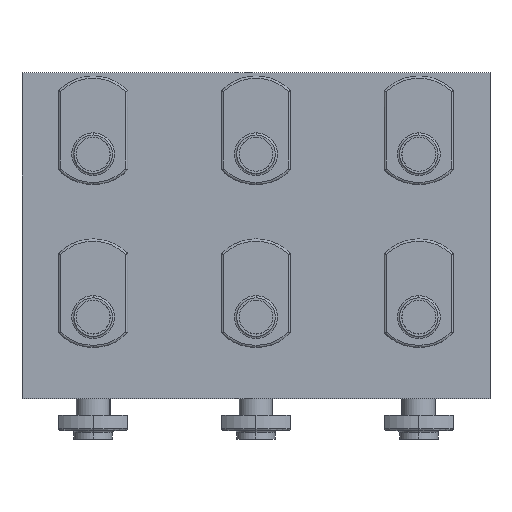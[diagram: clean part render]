
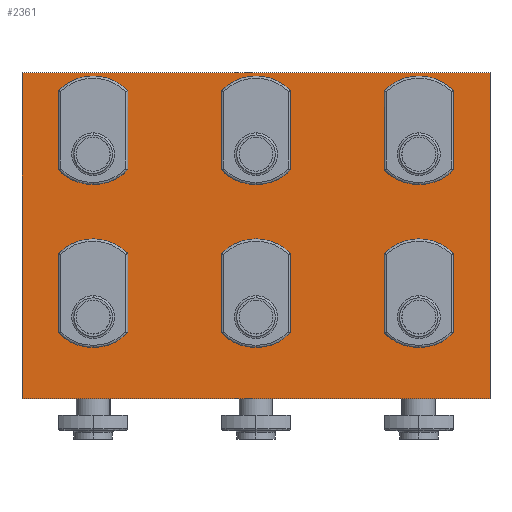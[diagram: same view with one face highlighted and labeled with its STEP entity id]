
A CAD part, front view. The second image highlights one B-rep face of the part: STEP entity #2361.
In plain terms, the highlighted planar face has unit normal (0, -1, 0).
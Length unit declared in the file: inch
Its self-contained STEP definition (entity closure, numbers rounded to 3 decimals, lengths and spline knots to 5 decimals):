
#55 = VERTEX_POINT ( 'NONE', #1227 ) ;
#66 = ORIENTED_EDGE ( 'NONE', *, *, #361, .F. ) ;
#72 = VERTEX_POINT ( 'NONE', #1410 ) ;
#88 = EDGE_CURVE ( 'NONE', #316, #55, #1681, .T. ) ;
#90 = EDGE_CURVE ( 'NONE', #378, #525, #1743, .T. ) ;
#99 = VERTEX_POINT ( 'NONE', #1862 ) ;
#107 = EDGE_CURVE ( 'NONE', #99, #545, #1926, .T. ) ;
#115 = EDGE_CURVE ( 'NONE', #572, #413, #2019, .T. ) ;
#118 = ORIENTED_EDGE ( 'NONE', *, *, #218, .F. ) ;
#141 = VERTEX_POINT ( 'NONE', #2092 ) ;
#157 = VERTEX_POINT ( 'NONE', #2150 ) ;
#172 = EDGE_CURVE ( 'NONE', #72, #157, #2220, .T. ) ;
#176 = ORIENTED_EDGE ( 'NONE', *, *, #247, .T. ) ;
#179 = ORIENTED_EDGE ( 'NONE', *, *, #115, .T. ) ;
#180 = ORIENTED_EDGE ( 'NONE', *, *, #90, .F. ) ;
#207 = EDGE_LOOP ( 'NONE', ( #457, #496 ) ) ;
#218 = EDGE_CURVE ( 'NONE', #525, #378, #1200, .T. ) ;
#247 = EDGE_CURVE ( 'NONE', #413, #545, #1360, .T. ) ;
#248 = VERTEX_POINT ( 'NONE', #1366 ) ;
#258 = EDGE_CURVE ( 'NONE', #572, #99, #1449, .T. ) ;
#265 = ORIENTED_EDGE ( 'NONE', *, *, #258, .F. ) ;
#292 = VERTEX_POINT ( 'NONE', #1748 ) ;
#304 = EDGE_LOOP ( 'NONE', ( #456, #559 ) ) ;
#316 = VERTEX_POINT ( 'NONE', #1884 ) ;
#322 = ORIENTED_EDGE ( 'NONE', *, *, #88, .F. ) ;
#361 = EDGE_CURVE ( 'NONE', #55, #316, #813, .T. ) ;
#368 = EDGE_LOOP ( 'NONE', ( #322, #66 ) ) ;
#378 = VERTEX_POINT ( 'NONE', #909 ) ;
#384 = ORIENTED_EDGE ( 'NONE', *, *, #586, .F. ) ;
#413 = VERTEX_POINT ( 'NONE', #1199 ) ;
#447 = EDGE_CURVE ( 'NONE', #157, #72, #1439, .T. ) ;
#456 = ORIENTED_EDGE ( 'NONE', *, *, #487, .F. ) ;
#457 = ORIENTED_EDGE ( 'NONE', *, *, #447, .F. ) ;
#472 = EDGE_LOOP ( 'NONE', ( #2765, #265, #179, #176 ) ) ;
#476 = EDGE_LOOP ( 'NONE', ( #118, #180 ) ) ;
#487 = EDGE_CURVE ( 'NONE', #505, #1703, #1769, .T. ) ;
#491 = ORIENTED_EDGE ( 'NONE', *, *, #1721, .F. ) ;
#496 = ORIENTED_EDGE ( 'NONE', *, *, #172, .F. ) ;
#505 = VERTEX_POINT ( 'NONE', #1883 ) ;
#510 = EDGE_CURVE ( 'NONE', #1703, #505, #1930, .T. ) ;
#518 = EDGE_CURVE ( 'NONE', #141, #1313, #1979, .T. ) ;
#525 = VERTEX_POINT ( 'NONE', #2012 ) ;
#545 = VERTEX_POINT ( 'NONE', #2095 ) ;
#553 = ORIENTED_EDGE ( 'NONE', *, *, #518, .F. ) ;
#559 = ORIENTED_EDGE ( 'NONE', *, *, #510, .F. ) ;
#572 = VERTEX_POINT ( 'NONE', #2213 ) ;
#582 = EDGE_LOOP ( 'NONE', ( #620, #384 ) ) ;
#586 = EDGE_CURVE ( 'NONE', #292, #248, #2250, .T. ) ;
#590 = EDGE_CURVE ( 'NONE', #248, #292, #929, .T. ) ;
#602 = EDGE_LOOP ( 'NONE', ( #553, #491 ) ) ;
#620 = ORIENTED_EDGE ( 'NONE', *, *, #590, .F. ) ;
#774 = CARTESIAN_POINT ( 'NONE',  ( 1.5, 0., 2.414 ) ) ;
#780 = CIRCLE ( 'NONE', #781, 0.164 ) ;
#781 = AXIS2_PLACEMENT_3D ( 'NONE', #782, #783, #784 ) ;
#782 = CARTESIAN_POINT ( 'NONE',  ( 1.5, 0., 0.75 ) ) ;
#783 = DIRECTION ( 'NONE',  ( 0., -1., 0. ) ) ;
#784 = DIRECTION ( 'NONE',  ( 0., 0., -1. ) ) ;
#813 = CIRCLE ( 'NONE', #814, 0.164 ) ;
#814 = AXIS2_PLACEMENT_3D ( 'NONE', #815, #816, #817 ) ;
#815 = CARTESIAN_POINT ( 'NONE',  ( -1.5, 0., 0.75 ) ) ;
#816 = DIRECTION ( 'NONE',  ( 0., -1., 0. ) ) ;
#817 = DIRECTION ( 'NONE',  ( 0., 0., -1. ) ) ;
#909 = CARTESIAN_POINT ( 'NONE',  ( -1.5, 0., 2.414 ) ) ;
#929 = CIRCLE ( 'NONE', #930, 0.164 ) ;
#930 = AXIS2_PLACEMENT_3D ( 'NONE', #931, #932, #933 ) ;
#931 = CARTESIAN_POINT ( 'NONE',  ( 0., 0., 0.75 ) ) ;
#932 = DIRECTION ( 'NONE',  ( 0., -1., 0. ) ) ;
#933 = DIRECTION ( 'NONE',  ( 0., 0., -1. ) ) ;
#1175 = FACE_BOUND ( 'NONE', #582, .T. ) ;
#1176 = FACE_BOUND ( 'NONE', #368, .T. ) ;
#1177 = FACE_OUTER_BOUND ( 'NONE', #472, .T. ) ;
#1178 = FACE_BOUND ( 'NONE', #602, .T. ) ;
#1179 = FACE_BOUND ( 'NONE', #476, .T. ) ;
#1180 = FACE_BOUND ( 'NONE', #207, .T. ) ;
#1181 = FACE_BOUND ( 'NONE', #304, .T. ) ;
#1182 = PLANE ( 'NONE',  #1183 ) ;
#1183 = AXIS2_PLACEMENT_3D ( 'NONE', #1184, #1185, #1187 ) ;
#1184 = CARTESIAN_POINT ( 'NONE',  ( -2.155, 0., 3. ) ) ;
#1185 = DIRECTION ( 'NONE',  ( 0., -1., 0. ) ) ;
#1187 = DIRECTION ( 'NONE',  ( 0., 0., -1. ) ) ;
#1199 = CARTESIAN_POINT ( 'NONE',  ( -2.155, 0., 0. ) ) ;
#1200 = CIRCLE ( 'NONE', #1201, 0.164 ) ;
#1201 = AXIS2_PLACEMENT_3D ( 'NONE', #1202, #1206, #1207 ) ;
#1202 = CARTESIAN_POINT ( 'NONE',  ( -1.5, 0., 2.25 ) ) ;
#1206 = DIRECTION ( 'NONE',  ( 0., -1., 0. ) ) ;
#1207 = DIRECTION ( 'NONE',  ( 0., 0., -1. ) ) ;
#1227 = CARTESIAN_POINT ( 'NONE',  ( -1.5, 0., 0.914 ) ) ;
#1313 = VERTEX_POINT ( 'NONE', #1913 ) ;
#1360 = LINE ( 'NONE', #1361, #1362 ) ;
#1361 = CARTESIAN_POINT ( 'NONE',  ( -2.155, 0., 0. ) ) ;
#1362 = VECTOR ( 'NONE', #1365, 39.37008 ) ;
#1365 = DIRECTION ( 'NONE',  ( 1., 0., 0. ) ) ;
#1366 = CARTESIAN_POINT ( 'NONE',  ( 0., 0., 0.586 ) ) ;
#1410 = CARTESIAN_POINT ( 'NONE',  ( 0., 0., 2.414 ) ) ;
#1439 = CIRCLE ( 'NONE', #1440, 0.164 ) ;
#1440 = AXIS2_PLACEMENT_3D ( 'NONE', #1441, #1442, #1443 ) ;
#1441 = CARTESIAN_POINT ( 'NONE',  ( 0., 0., 2.25 ) ) ;
#1442 = DIRECTION ( 'NONE',  ( 0., -1., 0. ) ) ;
#1443 = DIRECTION ( 'NONE',  ( 0., 0., -1. ) ) ;
#1449 = LINE ( 'NONE', #1450, #1451 ) ;
#1450 = CARTESIAN_POINT ( 'NONE',  ( -2.155, 0., 3. ) ) ;
#1451 = VECTOR ( 'NONE', #1452, 39.37008 ) ;
#1452 = DIRECTION ( 'NONE',  ( 1., 0., 0. ) ) ;
#1681 = CIRCLE ( 'NONE', #1682, 0.164 ) ;
#1682 = AXIS2_PLACEMENT_3D ( 'NONE', #1683, #1684, #1685 ) ;
#1683 = CARTESIAN_POINT ( 'NONE',  ( -1.5, 0., 0.75 ) ) ;
#1684 = DIRECTION ( 'NONE',  ( 0., -1., 0. ) ) ;
#1685 = DIRECTION ( 'NONE',  ( 0., 0., -1. ) ) ;
#1703 = VERTEX_POINT ( 'NONE', #774 ) ;
#1721 = EDGE_CURVE ( 'NONE', #1313, #141, #780, .T. ) ;
#1743 = CIRCLE ( 'NONE', #1744, 0.164 ) ;
#1744 = AXIS2_PLACEMENT_3D ( 'NONE', #1745, #1746, #1747 ) ;
#1745 = CARTESIAN_POINT ( 'NONE',  ( -1.5, 0., 2.25 ) ) ;
#1746 = DIRECTION ( 'NONE',  ( 0., -1., 0. ) ) ;
#1747 = DIRECTION ( 'NONE',  ( 0., 0., -1. ) ) ;
#1748 = CARTESIAN_POINT ( 'NONE',  ( 0., 0., 0.914 ) ) ;
#1769 = CIRCLE ( 'NONE', #1770, 0.164 ) ;
#1770 = AXIS2_PLACEMENT_3D ( 'NONE', #1771, #1772, #1773 ) ;
#1771 = CARTESIAN_POINT ( 'NONE',  ( 1.5, 0., 2.25 ) ) ;
#1772 = DIRECTION ( 'NONE',  ( 0., -1., 0. ) ) ;
#1773 = DIRECTION ( 'NONE',  ( 0., 0., -1. ) ) ;
#1862 = CARTESIAN_POINT ( 'NONE',  ( 2.155, 0., 3. ) ) ;
#1883 = CARTESIAN_POINT ( 'NONE',  ( 1.5, 0., 2.086 ) ) ;
#1884 = CARTESIAN_POINT ( 'NONE',  ( -1.5, 0., 0.586 ) ) ;
#1913 = CARTESIAN_POINT ( 'NONE',  ( 1.5, 0., 0.914 ) ) ;
#1926 = LINE ( 'NONE', #1927, #1928 ) ;
#1927 = CARTESIAN_POINT ( 'NONE',  ( 2.155, 0., 3. ) ) ;
#1928 = VECTOR ( 'NONE', #1929, 39.37008 ) ;
#1929 = DIRECTION ( 'NONE',  ( 0., 0., -1. ) ) ;
#1930 = CIRCLE ( 'NONE', #1931, 0.164 ) ;
#1931 = AXIS2_PLACEMENT_3D ( 'NONE', #1932, #1933, #1934 ) ;
#1932 = CARTESIAN_POINT ( 'NONE',  ( 1.5, 0., 2.25 ) ) ;
#1933 = DIRECTION ( 'NONE',  ( 0., -1., 0. ) ) ;
#1934 = DIRECTION ( 'NONE',  ( 0., 0., -1. ) ) ;
#1979 = CIRCLE ( 'NONE', #1980, 0.164 ) ;
#1980 = AXIS2_PLACEMENT_3D ( 'NONE', #1981, #1982, #1983 ) ;
#1981 = CARTESIAN_POINT ( 'NONE',  ( 1.5, 0., 0.75 ) ) ;
#1982 = DIRECTION ( 'NONE',  ( 0., -1., 0. ) ) ;
#1983 = DIRECTION ( 'NONE',  ( 0., 0., -1. ) ) ;
#2012 = CARTESIAN_POINT ( 'NONE',  ( -1.5, 0., 2.086 ) ) ;
#2019 = LINE ( 'NONE', #2020, #2021 ) ;
#2020 = CARTESIAN_POINT ( 'NONE',  ( -2.155, 0., 3. ) ) ;
#2021 = VECTOR ( 'NONE', #2024, 39.37008 ) ;
#2024 = DIRECTION ( 'NONE',  ( 0., 0., -1. ) ) ;
#2092 = CARTESIAN_POINT ( 'NONE',  ( 1.5, 0., 0.586 ) ) ;
#2095 = CARTESIAN_POINT ( 'NONE',  ( 2.155, 0., 0. ) ) ;
#2150 = CARTESIAN_POINT ( 'NONE',  ( 0., 0., 2.086 ) ) ;
#2213 = CARTESIAN_POINT ( 'NONE',  ( -2.155, 0., 3. ) ) ;
#2220 = CIRCLE ( 'NONE', #2221, 0.164 ) ;
#2221 = AXIS2_PLACEMENT_3D ( 'NONE', #2222, #2224, #2225 ) ;
#2222 = CARTESIAN_POINT ( 'NONE',  ( 0., 0., 2.25 ) ) ;
#2224 = DIRECTION ( 'NONE',  ( 0., -1., 0. ) ) ;
#2225 = DIRECTION ( 'NONE',  ( 0., 0., -1. ) ) ;
#2250 = CIRCLE ( 'NONE', #2251, 0.164 ) ;
#2251 = AXIS2_PLACEMENT_3D ( 'NONE', #2252, #2253, #2254 ) ;
#2252 = CARTESIAN_POINT ( 'NONE',  ( 0., 0., 0.75 ) ) ;
#2253 = DIRECTION ( 'NONE',  ( 0., -1., 0. ) ) ;
#2254 = DIRECTION ( 'NONE',  ( 0., 0., -1. ) ) ;
#2361 = ADVANCED_FACE ( 'NONE', ( #1175, #1176, #1177, #1178, #1179, #1180, #1181 ), #1182, .T. ) ;
#2765 = ORIENTED_EDGE ( 'NONE', *, *, #107, .F. ) ;
